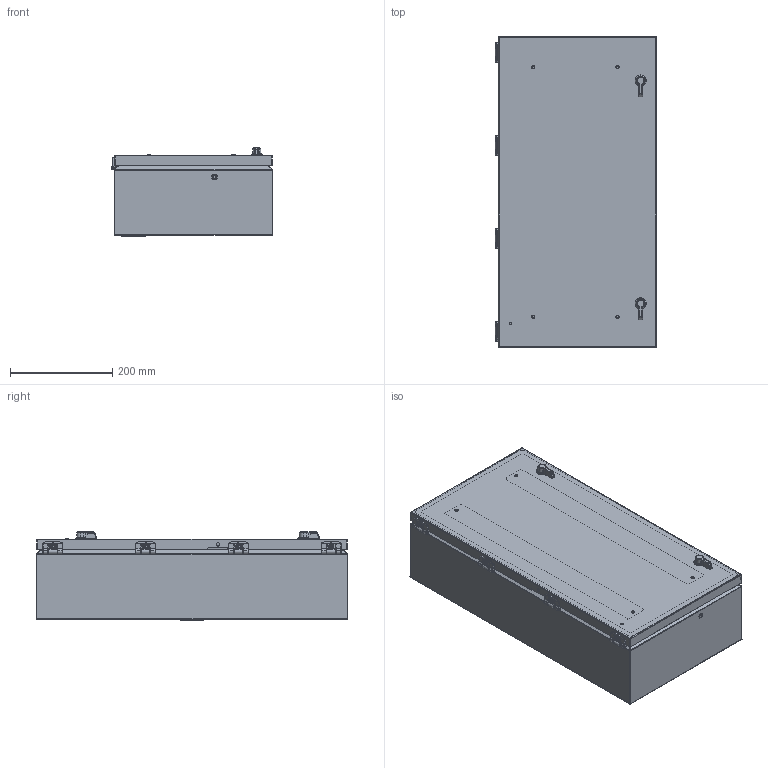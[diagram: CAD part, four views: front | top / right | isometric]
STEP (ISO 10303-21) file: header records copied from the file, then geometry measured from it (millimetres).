
FILE_DESCRIPTION (( 'STEP AP214' ), '1' );
FILE_NAME ('SCE-24KB-REV-1.STEP', '2022-07-25T13:41:38', ( '' ), ( '' ), 'SwSTEP 2.0', 'SolidWorks 2022', '' );
FILE_SCHEMA (( 'AUTOMOTIVE_DESIGN' ));
Length unit declared in the file: inch
Products named in the file (1): SCE-24KB-REV-1
Bounding box: 316.75 x 609.8 x 172.42 mm (x, y, z)
Volume: 1613792 mm3; surface area: 2206042.3 mm2
Topology: 77 solids, 81 shells, 3801 faces, 9450 edges, 5887 vertices
Faces by surface type: plane 1701, cylinder 1316, cone 322, torus 317, bspline 93, sphere 52
Entity records: 150589 total; most frequent: CARTESIAN_POINT 59270, DIRECTION 18987, ORIENTED_EDGE 18822, EDGE_CURVE 9411, AXIS2_PLACEMENT_3D 6957, VERTEX_POINT 5879, LINE 5073, VECTOR 5073
